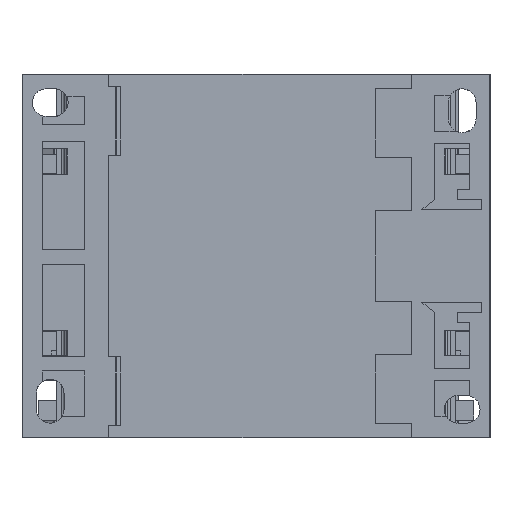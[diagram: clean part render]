
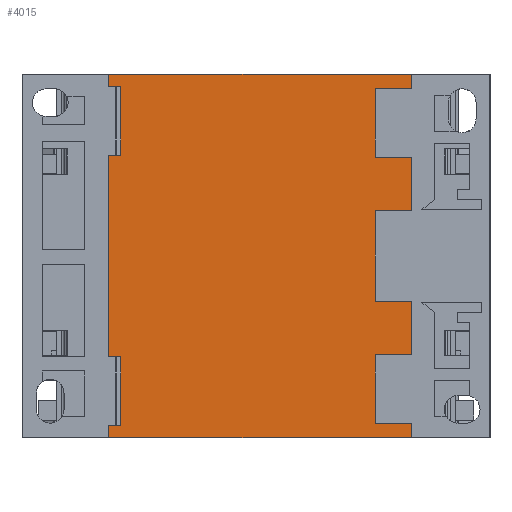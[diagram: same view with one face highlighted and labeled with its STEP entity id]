
A CAD part, front view. The second image highlights one B-rep face of the part: STEP entity #4015.
In plain terms, the highlighted planar face has unit normal (0, -1, 0).
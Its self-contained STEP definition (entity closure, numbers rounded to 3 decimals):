
#1418 = CARTESIAN_POINT ( 'NONE',  ( -18.239, -14.251, 22.5 ) ) ;
#1598 = ORIENTED_EDGE ( 'NONE', *, *, #1866, .F. ) ;
#1866 = EDGE_CURVE ( 'NONE', #10710, #11604, #7473, .T. ) ;
#4015 = ADVANCED_FACE ( 'NONE', ( #7562 ), #10991, .F. ) ;
#4313 = EDGE_CURVE ( 'NONE', #25735, #11604, #20354, .T. ) ;
#5302 = LINE ( 'NONE', #8785, #17063 ) ;
#6469 = AXIS2_PLACEMENT_3D ( 'NONE', #27532, #13445, #29867 ) ;
#6713 = VECTOR ( 'NONE', #17015, 1000. ) ;
#6802 = ORIENTED_EDGE ( 'NONE', *, *, #4313, .T. ) ;
#7182 = DIRECTION ( 'NONE',  ( 0., 0., -1. ) ) ;
#7473 = LINE ( 'NONE', #10013, #6713 ) ;
#7528 = ORIENTED_EDGE ( 'NONE', *, *, #18333, .F. ) ;
#7562 = FACE_OUTER_BOUND ( 'NONE', #15990, .T. ) ;
#8750 = VECTOR ( 'NONE', #7182, 1000. ) ;
#8785 = CARTESIAN_POINT ( 'NONE',  ( -18.239, -14.251, 22.5 ) ) ;
#10013 = CARTESIAN_POINT ( 'NONE',  ( 19.261, -14.251, 22.5 ) ) ;
#10057 = DIRECTION ( 'NONE',  ( 1., 0., 0. ) ) ;
#10710 = VERTEX_POINT ( 'NONE', #16365 ) ;
#10991 = PLANE ( 'NONE',  #6469 ) ;
#11153 = DIRECTION ( 'NONE',  ( 1., 0., 0. ) ) ;
#11604 = VERTEX_POINT ( 'NONE', #28324 ) ;
#13445 = DIRECTION ( 'NONE',  ( 0., 1., 0. ) ) ;
#15990 = EDGE_LOOP ( 'NONE', ( #6802, #1598, #7528, #21839 ) ) ;
#16365 = CARTESIAN_POINT ( 'NONE',  ( 19.261, -14.251, 22.5 ) ) ;
#17015 = DIRECTION ( 'NONE',  ( 0., 0., -1. ) ) ;
#17063 = VECTOR ( 'NONE', #11153, 1000. ) ;
#18333 = EDGE_CURVE ( 'NONE', #30217, #10710, #5302, .T. ) ;
#20354 = LINE ( 'NONE', #24114, #27361 ) ;
#20392 = EDGE_CURVE ( 'NONE', #30217, #25735, #22000, .T. ) ;
#21839 = ORIENTED_EDGE ( 'NONE', *, *, #20392, .T. ) ;
#22000 = LINE ( 'NONE', #28244, #8750 ) ;
#24114 = CARTESIAN_POINT ( 'NONE',  ( -18.239, -14.251, -22.5 ) ) ;
#25735 = VERTEX_POINT ( 'NONE', #30030 ) ;
#27361 = VECTOR ( 'NONE', #10057, 1000. ) ;
#27532 = CARTESIAN_POINT ( 'NONE',  ( -18.239, -14.251, 22.5 ) ) ;
#28244 = CARTESIAN_POINT ( 'NONE',  ( -18.239, -14.251, 22.5 ) ) ;
#28324 = CARTESIAN_POINT ( 'NONE',  ( 19.261, -14.251, -22.5 ) ) ;
#29867 = DIRECTION ( 'NONE',  ( -1., 0., 0. ) ) ;
#30030 = CARTESIAN_POINT ( 'NONE',  ( -18.239, -14.251, -22.5 ) ) ;
#30217 = VERTEX_POINT ( 'NONE', #1418 ) ;
